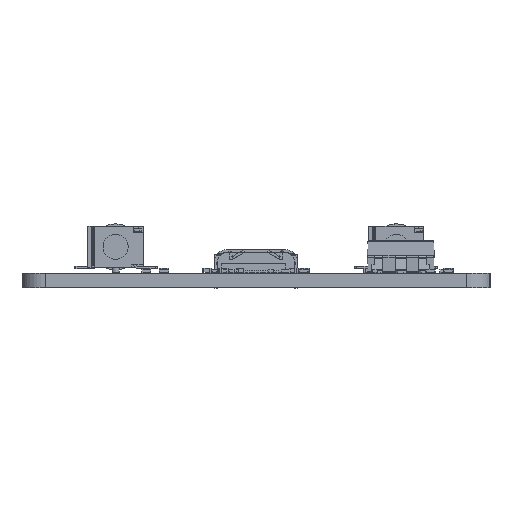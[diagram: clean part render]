
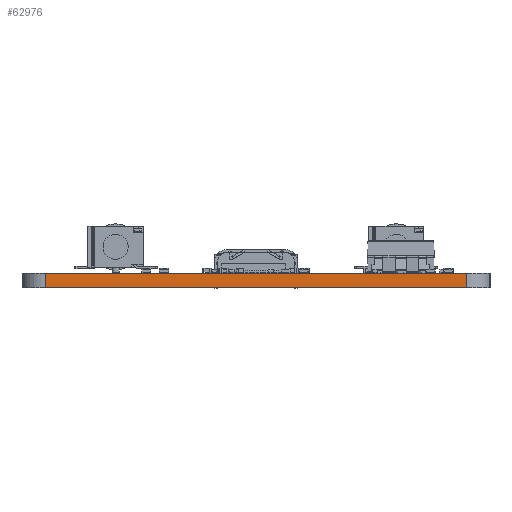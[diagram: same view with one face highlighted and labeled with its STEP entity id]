
A CAD part, left-side view. The second image highlights one B-rep face of the part: STEP entity #62976.
In plain terms, the highlighted planar face has unit normal (-1, 0, 0).
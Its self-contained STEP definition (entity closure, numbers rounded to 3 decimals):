
#62249 = VERTEX_POINT('',#62250);
#62250 = CARTESIAN_POINT('',(-101.6,22.86,0.));
#62257 = EDGE_CURVE('',#62258,#62249,#62260,.T.);
#62258 = VERTEX_POINT('',#62259);
#62259 = CARTESIAN_POINT('',(-101.6,-22.86,0.));
#62260 = LINE('',#62261,#62262);
#62261 = CARTESIAN_POINT('',(-101.6,-22.86,0.));
#62262 = VECTOR('',#62263,1.);
#62263 = DIRECTION('',(0.,1.,0.));
#62599 = VERTEX_POINT('',#62600);
#62600 = CARTESIAN_POINT('',(-101.6,22.86,1.6));
#62607 = EDGE_CURVE('',#62608,#62599,#62610,.T.);
#62608 = VERTEX_POINT('',#62609);
#62609 = CARTESIAN_POINT('',(-101.6,-22.86,1.6));
#62610 = LINE('',#62611,#62612);
#62611 = CARTESIAN_POINT('',(-101.6,-22.86,1.6));
#62612 = VECTOR('',#62613,1.);
#62613 = DIRECTION('',(0.,1.,0.));
#62946 = EDGE_CURVE('',#62249,#62599,#62947,.T.);
#62947 = LINE('',#62948,#62949);
#62948 = CARTESIAN_POINT('',(-101.6,22.86,0.));
#62949 = VECTOR('',#62950,1.);
#62950 = DIRECTION('',(0.,0.,1.));
#62976 = ADVANCED_FACE('',(#62977),#62988,.T.);
#62977 = FACE_BOUND('',#62978,.T.);
#62978 = EDGE_LOOP('',(#62979,#62985,#62986,#62987));
#62979 = ORIENTED_EDGE('',*,*,#62980,.T.);
#62980 = EDGE_CURVE('',#62258,#62608,#62981,.T.);
#62981 = LINE('',#62982,#62983);
#62982 = CARTESIAN_POINT('',(-101.6,-22.86,0.));
#62983 = VECTOR('',#62984,1.);
#62984 = DIRECTION('',(0.,0.,1.));
#62985 = ORIENTED_EDGE('',*,*,#62607,.T.);
#62986 = ORIENTED_EDGE('',*,*,#62946,.F.);
#62987 = ORIENTED_EDGE('',*,*,#62257,.F.);
#62988 = PLANE('',#62989);
#62989 = AXIS2_PLACEMENT_3D('',#62990,#62991,#62992);
#62990 = CARTESIAN_POINT('',(-101.6,-22.86,0.));
#62991 = DIRECTION('',(-1.,0.,0.));
#62992 = DIRECTION('',(0.,1.,0.));
